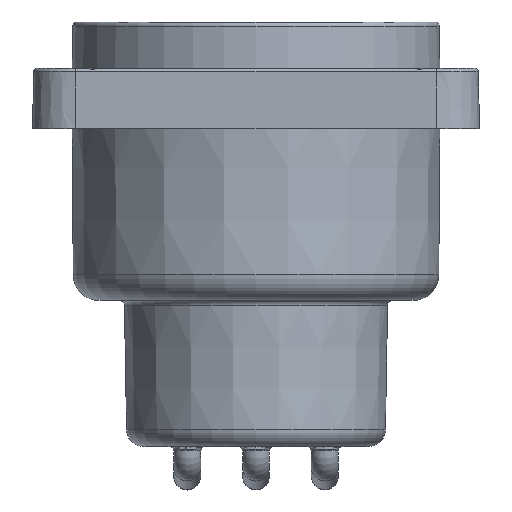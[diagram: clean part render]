
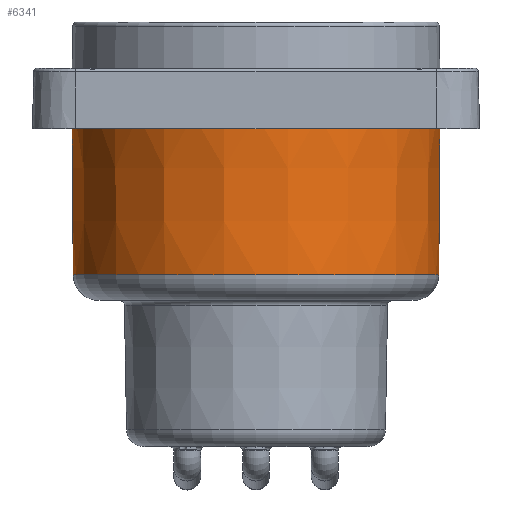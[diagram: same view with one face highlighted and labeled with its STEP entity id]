
A CAD part, front view. The second image highlights one B-rep face of the part: STEP entity #6341.
In plain terms, the highlighted conical face has half-angle 0.4 degrees and reference radius 10.7 mm.
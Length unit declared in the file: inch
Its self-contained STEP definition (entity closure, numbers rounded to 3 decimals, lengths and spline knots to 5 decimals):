
#793=FACE_OUTER_BOUND('',#1155,.T.);
#1155=EDGE_LOOP('',(#5380,#5381,#5382,#5383));
#1677=LINE('',#11134,#2182);
#2182=VECTOR('',#8039,0.42126);
#2387=CIRCLE('',#6771,0.4187);
#2389=CIRCLE('',#6774,0.42126);
#2950=VERTEX_POINT('',#11129);
#2951=VERTEX_POINT('',#11133);
#3777=EDGE_CURVE('',#2950,#2950,#2387,.T.);
#3779=EDGE_CURVE('',#2950,#2951,#1677,.T.);
#3780=EDGE_CURVE('',#2951,#2951,#2389,.T.);
#5380=ORIENTED_EDGE('',*,*,#3777,.F.);
#5381=ORIENTED_EDGE('',*,*,#3779,.T.);
#5382=ORIENTED_EDGE('',*,*,#3780,.F.);
#5383=ORIENTED_EDGE('',*,*,#3779,.F.);
#5713=CONICAL_SURFACE('',#6773,0.42126,0.007);
#6341=ADVANCED_FACE('',(#793),#5713,.T.);
#6771=AXIS2_PLACEMENT_3D('',#11130,#8033,#8034);
#6773=AXIS2_PLACEMENT_3D('',#11132,#8037,#8038);
#6774=AXIS2_PLACEMENT_3D('',#11135,#8040,#8041);
#8033=DIRECTION('center_axis',(0.,0.,-1.));
#8034=DIRECTION('ref_axis',(1.,0.,0.));
#8037=DIRECTION('center_axis',(0.,0.,1.));
#8038=DIRECTION('ref_axis',(1.,0.,0.));
#8039=DIRECTION('',(-0.007,0.,1.));
#8040=DIRECTION('center_axis',(0.,0.,1.));
#8041=DIRECTION('ref_axis',(1.,0.,0.));
#11129=CARTESIAN_POINT('',(-0.4187,0.,-0.36655));
#11130=CARTESIAN_POINT('Origin',(0.,0.,-0.36655));
#11132=CARTESIAN_POINT('Origin',(0.,0.,0.));
#11133=CARTESIAN_POINT('',(-0.42126,0.,0.));
#11134=CARTESIAN_POINT('',(-0.42126,0.,0.));
#11135=CARTESIAN_POINT('Origin',(0.,0.,0.));
